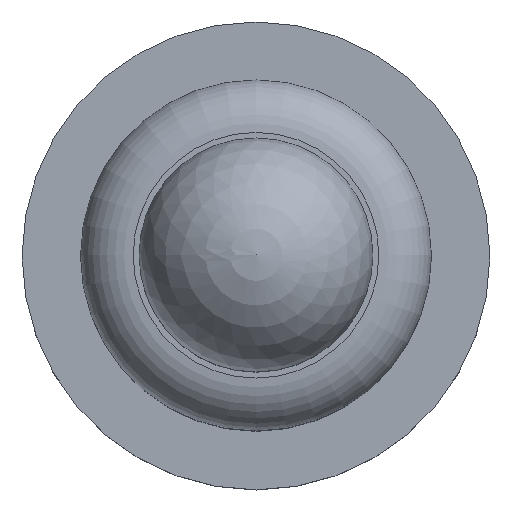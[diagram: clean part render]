
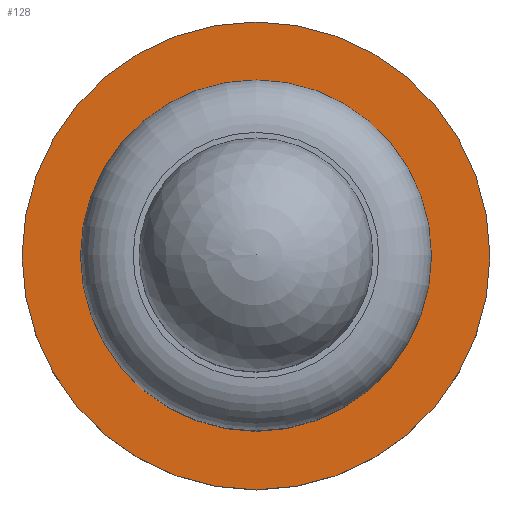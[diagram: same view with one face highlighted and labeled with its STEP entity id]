
A CAD part, top view. The second image highlights one B-rep face of the part: STEP entity #128.
In plain terms, the highlighted planar face has unit normal (0, 0, 1).
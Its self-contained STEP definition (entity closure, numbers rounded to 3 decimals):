
#17=FACE_BOUND('',#52,.T.);
#20=PLANE('',#162);
#41=FACE_OUTER_BOUND('',#51,.T.);
#51=EDGE_LOOP('',(#117));
#52=EDGE_LOOP('',(#118));
#59=CIRCLE('',#153,0.75);
#63=CIRCLE('',#160,1.);
#69=VERTEX_POINT('',#226);
#73=VERTEX_POINT('',#239);
#82=EDGE_CURVE('',#69,#69,#59,.T.);
#87=EDGE_CURVE('',#73,#73,#63,.T.);
#117=ORIENTED_EDGE('',*,*,#87,.T.);
#118=ORIENTED_EDGE('',*,*,#82,.T.);
#128=ADVANCED_FACE('',(#41,#17),#20,.T.);
#153=AXIS2_PLACEMENT_3D('',#228,#187,#188);
#160=AXIS2_PLACEMENT_3D('',#240,#202,#203);
#162=AXIS2_PLACEMENT_3D('',#243,#207,#208);
#187=DIRECTION('center_axis',(0.,0.,-1.));
#188=DIRECTION('ref_axis',(1.,0.,0.));
#202=DIRECTION('center_axis',(0.,0.,1.));
#203=DIRECTION('ref_axis',(1.,0.,0.));
#207=DIRECTION('center_axis',(0.,0.,1.));
#208=DIRECTION('ref_axis',(1.,0.,0.));
#226=CARTESIAN_POINT('',(-0.75,0.,0.4));
#228=CARTESIAN_POINT('Origin',(0.,0.,0.4));
#239=CARTESIAN_POINT('',(-1.,0.,0.4));
#240=CARTESIAN_POINT('Origin',(0.,0.,0.4));
#243=CARTESIAN_POINT('Origin',(0.,0.,0.4));
